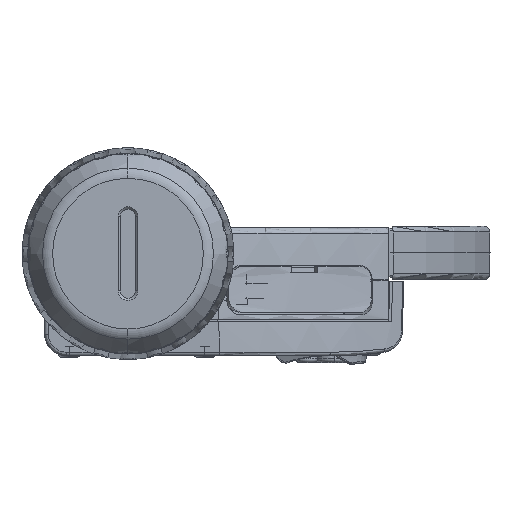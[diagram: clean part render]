
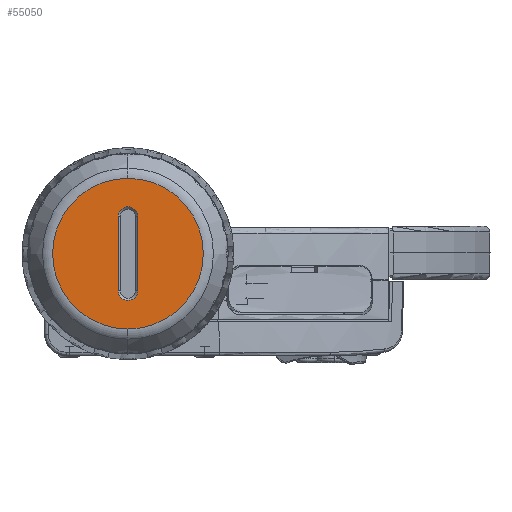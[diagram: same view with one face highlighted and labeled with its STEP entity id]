
A CAD part, left-side view. The second image highlights one B-rep face of the part: STEP entity #55050.
In plain terms, the highlighted face is planar.
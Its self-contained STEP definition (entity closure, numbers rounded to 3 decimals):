
#54531=CARTESIAN_POINT('',(6.5,0.,0.));
#54532=DIRECTION('',(1.,0.,0.));
#54533=DIRECTION('',(0.,0.,-1.));
#54534=AXIS2_PLACEMENT_3D('',#54531,#54532,#54533);
#54536=CARTESIAN_POINT('',(6.5,0.,0.));
#54537=DIRECTION('',(1.,0.,0.));
#54538=DIRECTION('',(0.,0.,1.));
#54539=AXIS2_PLACEMENT_3D('',#54536,#54537,#54538);
#54541=CARTESIAN_POINT('',(6.5,0.,-5.));
#54542=DIRECTION('',(-1.,0.,0.));
#54543=DIRECTION('',(0.,1.,0.));
#54544=AXIS2_PLACEMENT_3D('',#54541,#54542,#54543);
#54546=DIRECTION('',(0.,0.,-1.));
#54547=VECTOR('',#54546,10.);
#54548=CARTESIAN_POINT('',(6.5,1.3,5.));
#54549=LINE('',#54548,#54547);
#54550=CARTESIAN_POINT('',(6.5,0.,5.));
#54551=DIRECTION('',(-1.,0.,0.));
#54552=DIRECTION('',(0.,-1.,0.));
#54553=AXIS2_PLACEMENT_3D('',#54550,#54551,#54552);
#54555=DIRECTION('',(0.,0.,1.));
#54556=VECTOR('',#54555,10.);
#54557=CARTESIAN_POINT('',(6.5,-1.3,
-5.));
#54558=LINE('',#54557,#54556);
#54694=CARTESIAN_POINT('',(6.5,0.,-10.136));
#54695=CARTESIAN_POINT('',(6.5,0.,10.136));
#54696=VERTEX_POINT('',#54694);
#54697=VERTEX_POINT('',#54695);
#54718=CARTESIAN_POINT('',(6.5,1.3,-5.));
#54719=CARTESIAN_POINT('',(6.5,-1.3,-5.));
#54720=VERTEX_POINT('',#54718);
#54721=VERTEX_POINT('',#54719);
#54726=CARTESIAN_POINT('',(6.5,-1.3,
5.));
#54727=VERTEX_POINT('',#54726);
#54730=CARTESIAN_POINT('',(6.5,1.3,5.));
#54731=VERTEX_POINT('',#54730);
#55030=CARTESIAN_POINT('',(6.5,0.,0.));
#55031=DIRECTION('',(1.,0.,0.));
#55032=DIRECTION('',(0.,-1.,0.));
#55033=AXIS2_PLACEMENT_3D('',#55030,#55031,#55032);
#55034=PLANE('',#55033);
#55036=ORIENTED_EDGE('',*,*,#55035,.F.);
#55037=ORIENTED_EDGE('',*,*,#55020,.F.);
#55038=EDGE_LOOP('',(#55036,#55037));
#55039=FACE_OUTER_BOUND('',#55038,.F.);
#55041=ORIENTED_EDGE('',*,*,#55040,.F.);
#55043=ORIENTED_EDGE('',*,*,#55042,.F.);
#55045=ORIENTED_EDGE('',*,*,#55044,.F.);
#55047=ORIENTED_EDGE('',*,*,#55046,.F.);
#55048=EDGE_LOOP('',(#55041,#55043,#55045,#55047));
#55049=FACE_BOUND('',#55048,.F.);
#55050=ADVANCED_FACE('',(#55039,#55049),#55034,.T.);
#54535=CIRCLE('',#54534,10.136);
#54540=CIRCLE('',#54539,10.136);
#54545=CIRCLE('',#54544,1.3);
#54554=CIRCLE('',#54553,1.3);
#55020=EDGE_CURVE('',#54697,#54696,#54540,.T.);
#55035=EDGE_CURVE('',#54696,#54697,#54535,.T.);
#55040=EDGE_CURVE('',#54720,#54721,#54545,.T.);
#55042=EDGE_CURVE('',#54731,#54720,#54549,.T.);
#55044=EDGE_CURVE('',#54727,#54731,#54554,.T.);
#55046=EDGE_CURVE('',#54721,#54727,#54558,.T.);
